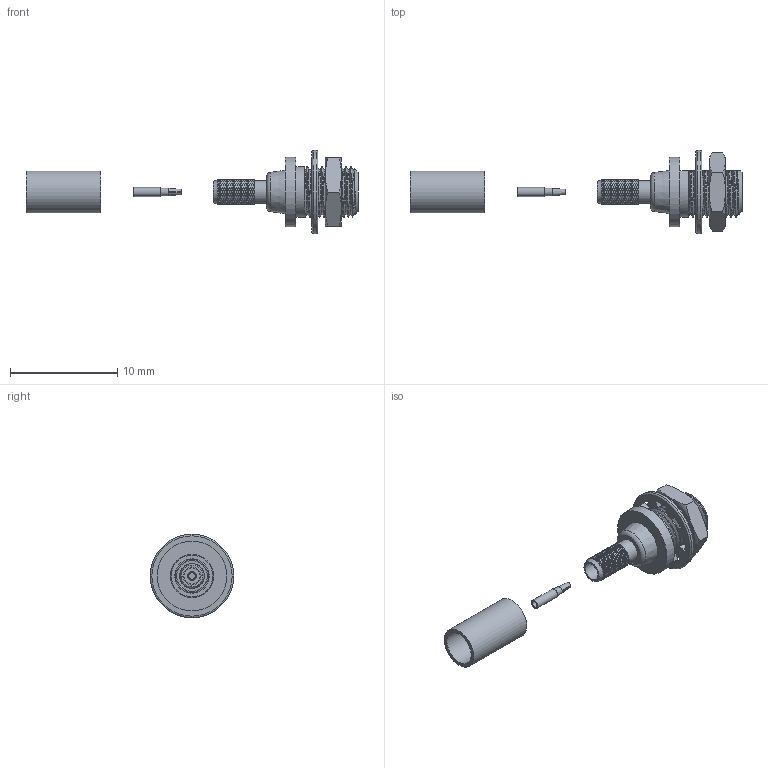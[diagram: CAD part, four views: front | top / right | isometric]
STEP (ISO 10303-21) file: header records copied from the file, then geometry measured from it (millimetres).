
FILE_DESCRIPTION(/* description */ ('Unknown'),/* implementation_level */ '2;1');
FILE_NAME(/* name */ '66026421110620',/* time_stamp */ '2019-03-22T08:35:46+01:00',/* author */ ('Unknown'),/* organization */ ('Unknown'),/* preprocessor_version */ 'ST-DEVELOPER v16.7',/* originating_system */ 'DEX',/* authorisation */ $);
FILE_SCHEMA (('AP242_MANAGED_MODEL_BASED_3D_ENGINEERING_MIM_LF { 1 0 10303 442 1 1 4 }','AUTOMOTIVE_DESIGN {1 0 10303 214 3 1 1}'));
Products named in the file (1): 66026421110620
Bounding box: 31 x 7.8 x 7.8 mm (x, y, z)
Volume: 189.6 mm3; surface area: 749.6 mm2
Topology: 5 solids, 5 shells, 3622 faces, 7531 edges, 3891 vertices
Faces by surface type: bspline 2715, cylinder 763, plane 125, cone 14, torus 5
Full cylindrical faces by diameter (mm): 0.6 x1, 0.7 x2, 0.85 x1, 1.5 x1, 1.56 x1, 1.7 x1, 2.1 x1, 2.7 x1, 2.9 x1, 3.06 x1, 3.2 x1, 3.9 x1, 6.5 x1, 7.8 x1
Entity records: 280327 total; most frequent: CARTESIAN_POINT 210072, ORIENTED_EDGE 14962, EDGE_CURVE 7481, VERTEX_POINT 3873, EDGE_LOOP 3674, FACE_BOUND 3674, ADVANCED_FACE 3622, STYLED_ITEM 3552
